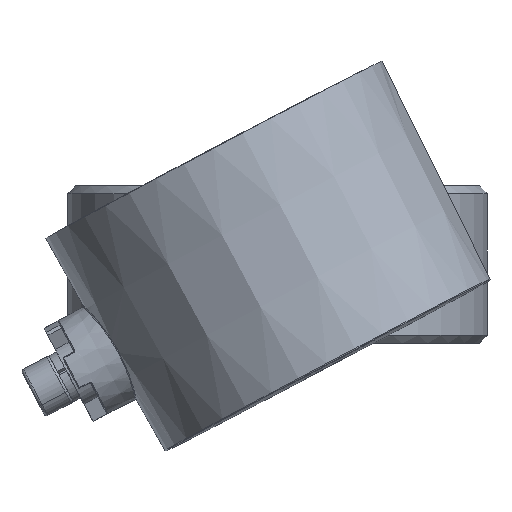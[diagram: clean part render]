
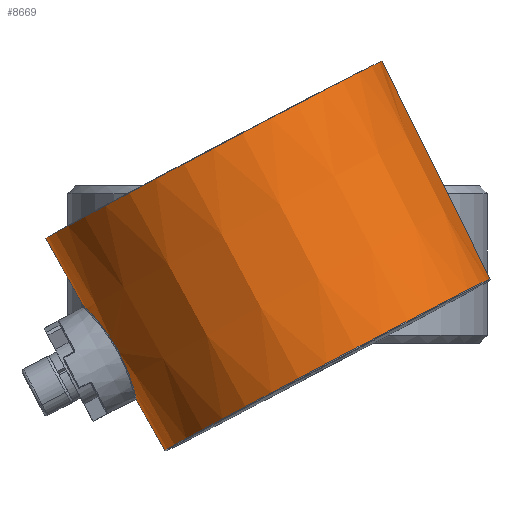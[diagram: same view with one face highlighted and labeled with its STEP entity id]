
A CAD part, left-side view. The second image highlights one B-rep face of the part: STEP entity #8669.
In plain terms, the highlighted conical face has half-angle 1.5 degrees and reference radius 35 mm.
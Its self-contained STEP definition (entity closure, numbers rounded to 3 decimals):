
#12 = CARTESIAN_POINT ( 'NONE',  ( 34.682, 8.539, 27.348 ) ) ;
#84 = CARTESIAN_POINT ( 'NONE',  ( 34.019, 10.327, 21.082 ) ) ;
#160 = AXIS2_PLACEMENT_3D ( 'NONE', #11162, #558, #11441 ) ;
#163 = CARTESIAN_POINT ( 'NONE',  ( 34.894, 5.565, 12.774 ) ) ;
#415 = CARTESIAN_POINT ( 'NONE',  ( 35.524, 4.538, 30.821 ) ) ;
#468 = CARTESIAN_POINT ( 'NONE',  ( 35.005, 0., 0.195 ) ) ;
#558 = DIRECTION ( 'NONE',  ( 0., 0., 1. ) ) ;
#879 = ORIENTED_EDGE ( 'NONE', *, *, #13220, .T. ) ;
#1145 = CARTESIAN_POINT ( 'NONE',  ( 34.253, 9.865, 24.619 ) ) ;
#1430 = CARTESIAN_POINT ( 'NONE',  ( 35.242, 2.033, 11.337 ) ) ;
#1499 = CARTESIAN_POINT ( 'NONE',  ( 35.292, 0.511, 11.148 ) ) ;
#2072 = CARTESIAN_POINT ( 'NONE',  ( -36.218, 0., 46.5 ) ) ;
#2114 = CARTESIAN_POINT ( 'NONE',  ( 0., 0., 0. ) ) ;
#2230 = CARTESIAN_POINT ( 'NONE',  ( 34.074, 10.284, 22.62 ) ) ;
#2303 = CARTESIAN_POINT ( 'NONE',  ( 34.925, 5.346, 12.638 ) ) ;
#2348 = EDGE_CURVE ( 'NONE', #13812, #8394, #7324, .T. ) ;
#2372 = CARTESIAN_POINT ( 'NONE',  ( 35.292, 0., 11.148 ) ) ;
#2397 = CARTESIAN_POINT ( 'NONE',  ( 0., 0., 46.5 ) ) ;
#2445 = CARTESIAN_POINT ( 'NONE',  ( 34.106, 9.754, 18.074 ) ) ;
#2488 = CARTESIAN_POINT ( 'NONE',  ( 35.234, 6.23, 29.762 ) ) ;
#2714 = DIRECTION ( 'NONE',  ( 0.026, 0., 1. ) ) ;
#3159 = VERTEX_POINT ( 'NONE', #2072 ) ;
#3252 = VERTEX_POINT ( 'NONE', #12147 ) ;
#3285 = CARTESIAN_POINT ( 'NONE',  ( 34.379, 9.511, 25.575 ) ) ;
#3505 = CARTESIAN_POINT ( 'NONE',  ( 34.027, 10.161, 19.553 ) ) ;
#3554 = CARTESIAN_POINT ( 'NONE',  ( 35.834, 0., 31.848 ) ) ;
#3847 = ORIENTED_EDGE ( 'NONE', *, *, #6709, .T. ) ;
#3919 = LINE ( 'NONE', #13492, #5760 ) ;
#3958 = LINE ( 'NONE', #7011, #5804 ) ;
#4451 = ORIENTED_EDGE ( 'NONE', *, *, #10886, .F. ) ;
#4481 = CIRCLE ( 'NONE', #12424, 36.218 ) ;
#4561 = CARTESIAN_POINT ( 'NONE',  ( 34.983, 4.903, 12.384 ) ) ;
#4628 = CARTESIAN_POINT ( 'NONE',  ( 35.011, 4.677, 12.266 ) ) ;
#4758 = CARTESIAN_POINT ( 'NONE',  ( 36.218, 0., 46.5 ) ) ;
#5217 = FACE_OUTER_BOUND ( 'NONE', #7666, .T. ) ;
#5399 = CARTESIAN_POINT ( 'NONE',  ( 35.018, 7.23, 28.892 ) ) ;
#5595 = CIRCLE ( 'NONE', #160, 35.005 ) ;
#5757 = CARTESIAN_POINT ( 'NONE',  ( 34.343, 8.664, 15.767 ) ) ;
#5760 = VECTOR ( 'NONE', #2714, 1000. ) ;
#5804 = VECTOR ( 'NONE', #9148, 1000. ) ;
#5816 = CARTESIAN_POINT ( 'NONE',  ( 35.834, 0., 31.848 ) ) ;
#5878 = CARTESIAN_POINT ( 'NONE',  ( 35.834, 0.675, 31.848 ) ) ;
#5881 = LINE ( 'NONE', #10224, #6036 ) ;
#6036 = VECTOR ( 'NONE', #9218, 1000. ) ;
#6536 = CARTESIAN_POINT ( 'NONE',  ( 34.039, 10.33, 21.855 ) ) ;
#6709 = EDGE_CURVE ( 'NONE', #3252, #3159, #5881, .T. ) ;
#6742 = EDGE_CURVE ( 'NONE', #13608, #8394, #3958, .T. ) ;
#6757 = CARTESIAN_POINT ( 'NONE',  ( 35.282, 1.019, 11.186 ) ) ;
#6800 = CARTESIAN_POINT ( 'NONE',  ( 35.018, 7.23, 28.892 ) ) ;
#7011 = CARTESIAN_POINT ( 'NONE',  ( 35., 0., 0. ) ) ;
#7324 = B_SPLINE_CURVE_WITH_KNOTS ( 'NONE', 3,
 ( #5399, #10603, #8679, #12, #13001, #9524, #3285, #1145, #7602, #11954, #2230, #6536, #10884, #84, #9887, #13284, #3505, #11029, #11098, #2445, #12022, #7825, #5757, #10957, #12088, #163, #2303, #4561, #4628, #13217, #12158, #13151, #1430, #6757, #1499, #2372 ),
 .UNSPECIFIED., .F., .F.,
 ( 4, 2, 2, 2, 2, 2, 2, 2, 2, 2, 2, 2, 2, 2, 2, 2, 2, 4 ),
 ( 0.032, 0.034, 0.035, 0.037, 0.039, 0.04, 0.041, 0.042, 0.043, 0.044, 0.045, 0.048, 0.051, 0.052, 0.052, 0.054, 0.055, 0.057 ),
 .UNSPECIFIED. ) ;
#7565 = B_SPLINE_CURVE_WITH_KNOTS ( 'NONE', 3,
 ( #3554, #5878, #7877, #9083, #13333, #415, #12206, #8158, #2488, #11360, #10221, #6800 ),
 .UNSPECIFIED., .F., .F.,
 ( 4, 2, 2, 2, 2, 4 ),
 ( 0.024, 0.026, 0.028, 0.03, 0.031, 0.032 ),
 .UNSPECIFIED. ) ;
#7602 = CARTESIAN_POINT ( 'NONE',  ( 34.197, 10.008, 24.121 ) ) ;
#7666 = EDGE_LOOP ( 'NONE', ( #11740, #3847, #10702, #4451, #879, #13979, #10499 ) ) ;
#7825 = CARTESIAN_POINT ( 'NONE',  ( 34.228, 9.181, 16.641 ) ) ;
#7877 = CARTESIAN_POINT ( 'NONE',  ( 35.813, 1.341, 31.783 ) ) ;
#8158 = CARTESIAN_POINT ( 'NONE',  ( 35.286, 5.959, 29.96 ) ) ;
#8295 = AXIS2_PLACEMENT_3D ( 'NONE', #2114, #9561, #10710 ) ;
#8394 = VERTEX_POINT ( 'NONE', #13543 ) ;
#8534 = CONICAL_SURFACE ( 'NONE', #8295, 35., 0.026 ) ;
#8669 = ADVANCED_FACE ( 'NONE', ( #5217 ), #8534, .T. ) ;
#8679 = CARTESIAN_POINT ( 'NONE',  ( 34.849, 7.924, 28.16 ) ) ;
#9083 = CARTESIAN_POINT ( 'NONE',  ( 35.733, 2.652, 31.524 ) ) ;
#9135 = DIRECTION ( 'NONE',  ( -1., 0., 0. ) ) ;
#9148 = DIRECTION ( 'NONE',  ( 0.026, 0., 1. ) ) ;
#9218 = DIRECTION ( 'NONE',  ( -0.026, 0., 1. ) ) ;
#9524 = CARTESIAN_POINT ( 'NONE',  ( 34.449, 9.301, 26.035 ) ) ;
#9561 = DIRECTION ( 'NONE',  ( 0., 0., 1. ) ) ;
#9572 = VERTEX_POINT ( 'NONE', #5816 ) ;
#9887 = CARTESIAN_POINT ( 'NONE',  ( 34.016, 10.314, 20.824 ) ) ;
#10204 = DIRECTION ( 'NONE',  ( 0., 0., -1. ) ) ;
#10221 = CARTESIAN_POINT ( 'NONE',  ( 35.073, 6.994, 29.124 ) ) ;
#10224 = CARTESIAN_POINT ( 'NONE',  ( -35., 0., 0. ) ) ;
#10340 = CARTESIAN_POINT ( 'NONE',  ( 35.018, 7.23, 28.892 ) ) ;
#10499 = ORIENTED_EDGE ( 'NONE', *, *, #6742, .F. ) ;
#10603 = CARTESIAN_POINT ( 'NONE',  ( 34.934, 7.59, 28.539 ) ) ;
#10702 = ORIENTED_EDGE ( 'NONE', *, *, #13652, .T. ) ;
#10710 = DIRECTION ( 'NONE',  ( 1., 0., 0. ) ) ;
#10884 = CARTESIAN_POINT ( 'NONE',  ( 34.031, 10.335, 21.598 ) ) ;
#10886 = EDGE_CURVE ( 'NONE', #9572, #11726, #3919, .T. ) ;
#10957 = CARTESIAN_POINT ( 'NONE',  ( 34.601, 7.37, 14.172 ) ) ;
#11029 = CARTESIAN_POINT ( 'NONE',  ( 34.06, 9.981, 18.808 ) ) ;
#11098 = CARTESIAN_POINT ( 'NONE',  ( 34.074, 9.911, 18.562 ) ) ;
#11162 = CARTESIAN_POINT ( 'NONE',  ( 0., 0., 0.195 ) ) ;
#11360 = CARTESIAN_POINT ( 'NONE',  ( 35.127, 6.747, 29.344 ) ) ;
#11441 = DIRECTION ( 'NONE',  ( -1., 0., 0. ) ) ;
#11726 = VERTEX_POINT ( 'NONE', #4758 ) ;
#11740 = ORIENTED_EDGE ( 'NONE', *, *, #12793, .T. ) ;
#11954 = CARTESIAN_POINT ( 'NONE',  ( 34.108, 10.217, 23.124 ) ) ;
#12022 = CARTESIAN_POINT ( 'NONE',  ( 34.125, 9.666, 17.831 ) ) ;
#12088 = CARTESIAN_POINT ( 'NONE',  ( 34.738, 6.624, 13.489 ) ) ;
#12147 = CARTESIAN_POINT ( 'NONE',  ( -35.005, 0., 0.195 ) ) ;
#12158 = CARTESIAN_POINT ( 'NONE',  ( 35.136, 3.516, 11.752 ) ) ;
#12206 = CARTESIAN_POINT ( 'NONE',  ( 35.435, 5.124, 30.511 ) ) ;
#12424 = AXIS2_PLACEMENT_3D ( 'NONE', #2397, #10204, #9135 ) ;
#12793 = EDGE_CURVE ( 'NONE', #13608, #3252, #5595, .T. ) ;
#13001 = CARTESIAN_POINT ( 'NONE',  ( 34.601, 8.815, 26.921 ) ) ;
#13151 = CARTESIAN_POINT ( 'NONE',  ( 35.212, 2.54, 11.452 ) ) ;
#13217 = CARTESIAN_POINT ( 'NONE',  ( 35.09, 3.989, 11.937 ) ) ;
#13220 = EDGE_CURVE ( 'NONE', #9572, #13812, #7565, .T. ) ;
#13284 = CARTESIAN_POINT ( 'NONE',  ( 34.016, 10.245, 20.056 ) ) ;
#13333 = CARTESIAN_POINT ( 'NONE',  ( 35.673, 3.305, 31.327 ) ) ;
#13492 = CARTESIAN_POINT ( 'NONE',  ( 35., 0., 0. ) ) ;
#13543 = CARTESIAN_POINT ( 'NONE',  ( 35.292, 0., 11.148 ) ) ;
#13608 = VERTEX_POINT ( 'NONE', #468 ) ;
#13652 = EDGE_CURVE ( 'NONE', #3159, #11726, #4481, .T. ) ;
#13812 = VERTEX_POINT ( 'NONE', #10340 ) ;
#13979 = ORIENTED_EDGE ( 'NONE', *, *, #2348, .T. ) ;
